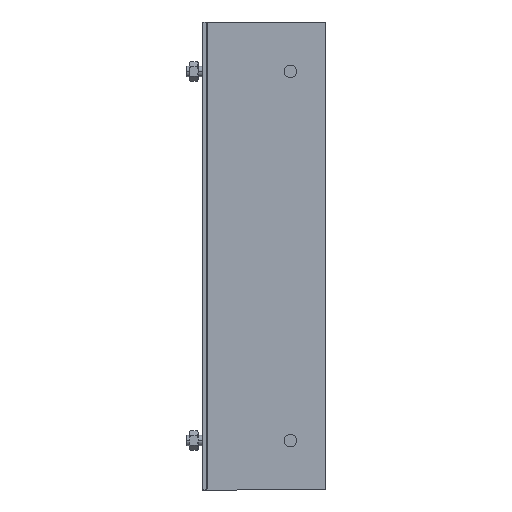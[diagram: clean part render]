
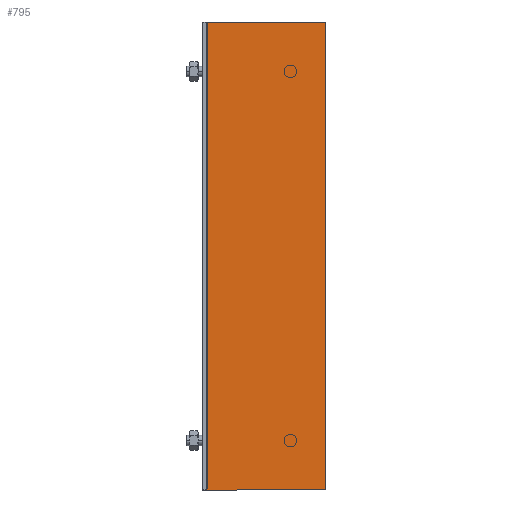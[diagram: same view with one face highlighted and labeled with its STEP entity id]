
A CAD part, front view. The second image highlights one B-rep face of the part: STEP entity #795.
In plain terms, the highlighted planar face has unit normal (0, -1, 0).
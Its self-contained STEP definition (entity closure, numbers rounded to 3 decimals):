
#22 = DIRECTION ( 'NONE',  ( 0., 0., -1. ) ) ;
#25 = LINE ( 'NONE', #683, #633 ) ;
#36 = ORIENTED_EDGE ( 'NONE', *, *, #844, .F. ) ;
#105 = VECTOR ( 'NONE', #1506, 1000. ) ;
#430 = FACE_OUTER_BOUND ( 'NONE', #1165, .T. ) ;
#466 = CARTESIAN_POINT ( 'NONE',  ( 3.6, -3., -180. ) ) ;
#478 = CARTESIAN_POINT ( 'NONE',  ( 0., -3., 180. ) ) ;
#550 = CARTESIAN_POINT ( 'NONE',  ( 94.6, -3., 180. ) ) ;
#567 = CARTESIAN_POINT ( 'NONE',  ( 3.6, -3., -180. ) ) ;
#588 = CARTESIAN_POINT ( 'NONE',  ( 94.6, -3., 180. ) ) ;
#600 = DIRECTION ( 'NONE',  ( 0., -1., 0. ) ) ;
#633 = VECTOR ( 'NONE', #1735, 1000. ) ;
#658 = ORIENTED_EDGE ( 'NONE', *, *, #1636, .T. ) ;
#670 = PLANE ( 'NONE',  #1270 ) ;
#678 = VECTOR ( 'NONE', #825, 1000. ) ;
#683 = CARTESIAN_POINT ( 'NONE',  ( 0., -3., 180. ) ) ;
#795 = ADVANCED_FACE ( 'NONE', ( #430 ), #670, .T. ) ;
#825 = DIRECTION ( 'NONE',  ( -1., 0., 0. ) ) ;
#844 = EDGE_CURVE ( 'NONE', #1596, #1029, #1656, .T. ) ;
#923 = DIRECTION ( 'NONE',  ( 0., 0., -1. ) ) ;
#931 = ORIENTED_EDGE ( 'NONE', *, *, #1132, .F. ) ;
#948 = VERTEX_POINT ( 'NONE', #1087 ) ;
#986 = LINE ( 'NONE', #466, #105 ) ;
#1013 = EDGE_CURVE ( 'NONE', #1029, #1466, #1564, .T. ) ;
#1029 = VERTEX_POINT ( 'NONE', #1135 ) ;
#1087 = CARTESIAN_POINT ( 'NONE',  ( 3.6, -3., 180. ) ) ;
#1119 = ORIENTED_EDGE ( 'NONE', *, *, #1013, .F. ) ;
#1132 = EDGE_CURVE ( 'NONE', #1466, #948, #986, .T. ) ;
#1135 = CARTESIAN_POINT ( 'NONE',  ( 94.6, -3., -180. ) ) ;
#1165 = EDGE_LOOP ( 'NONE', ( #931, #1119, #36, #658 ) ) ;
#1270 = AXIS2_PLACEMENT_3D ( 'NONE', #478, #600, #923 ) ;
#1345 = CARTESIAN_POINT ( 'NONE',  ( 0., -3., -180. ) ) ;
#1466 = VERTEX_POINT ( 'NONE', #567 ) ;
#1506 = DIRECTION ( 'NONE',  ( 0., 0., 1. ) ) ;
#1564 = LINE ( 'NONE', #1345, #678 ) ;
#1596 = VERTEX_POINT ( 'NONE', #550 ) ;
#1636 = EDGE_CURVE ( 'NONE', #1596, #948, #25, .T. ) ;
#1649 = VECTOR ( 'NONE', #22, 1000. ) ;
#1656 = LINE ( 'NONE', #588, #1649 ) ;
#1735 = DIRECTION ( 'NONE',  ( -1., 0., 0. ) ) ;
